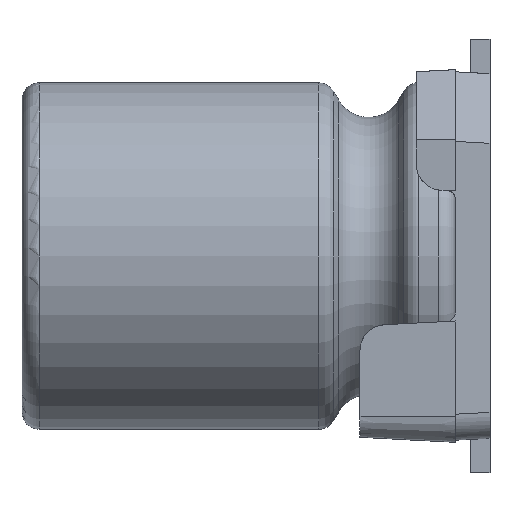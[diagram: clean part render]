
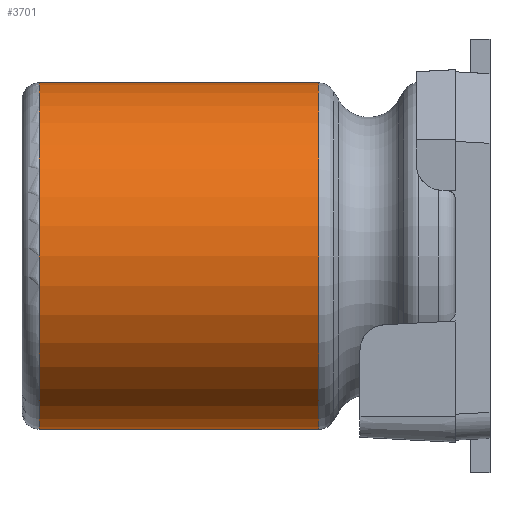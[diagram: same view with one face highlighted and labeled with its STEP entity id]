
A CAD part, left-side view. The second image highlights one B-rep face of the part: STEP entity #3701.
In plain terms, the highlighted cylindrical face has radius 2 mm (diameter 4 mm), a full revolution.
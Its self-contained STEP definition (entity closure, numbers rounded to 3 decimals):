
#136=ORIENTED_EDGE('NONE',*,*,#901,.T.);
#559=AXIS2_PLACEMENT_3D('NONE',#3964,#2553,#2907);
#571=CARTESIAN_POINT('NONE',(0.0,0.0,0.0));
#776=DIRECTION('NONE',(-0.0,-1.0,-0.0));
#901=EDGE_CURVE('NONE',#2921,#2921,#3682,.T.);
#1257=EDGE_LOOP('NONE',(#136));
#1298=AXIS2_PLACEMENT_3D('NONE',#1929,#776,#4147);
#1342=DIRECTION('NONE',(0.0,0.0,-1.0));
#1763=VERTEX_POINT('NONE',#1850);
#1774=AXIS2_PLACEMENT_3D('NONE',#571,#2813,#1342);
#1850=CARTESIAN_POINT('NONE',(0.0,1.577,-2.));
#1929=CARTESIAN_POINT('NONE',(0.0,4.8,0.0));
#2061=FACE_OUTER_BOUND('NONE',#4132,.T.);
#2202=EDGE_CURVE('NONE',#1763,#1763,#2700,.T.);
#2405=FACE_OUTER_BOUND('NONE',#1257,.T.);
#2553=DIRECTION('NONE',(-0.0,-1.0,-0.0));
#2613=CARTESIAN_POINT('NONE',(0.0,4.8,-2.0));
#2700=CIRCLE('NONE',#559,2.);
#2813=DIRECTION('NONE',(-0.0,-1.0,-0.0));
#2907=DIRECTION('NONE',(0.0,0.0,-1.0));
#2921=VERTEX_POINT('NONE',#2613);
#3682=CIRCLE('NONE',#1298,2.0);
#3701=ADVANCED_FACE('NONE',(#2405,#2061),#3971,.T.);
#3964=CARTESIAN_POINT('NONE',(0.0,1.577,0.0));
#3971=CYLINDRICAL_SURFACE('NONE',#1774,2.);
#4132=EDGE_LOOP('NONE',(#4363));
#4147=DIRECTION('NONE',(0.0,0.0,-1.0));
#4363=ORIENTED_EDGE('NONE',*,*,#2202,.F.);
